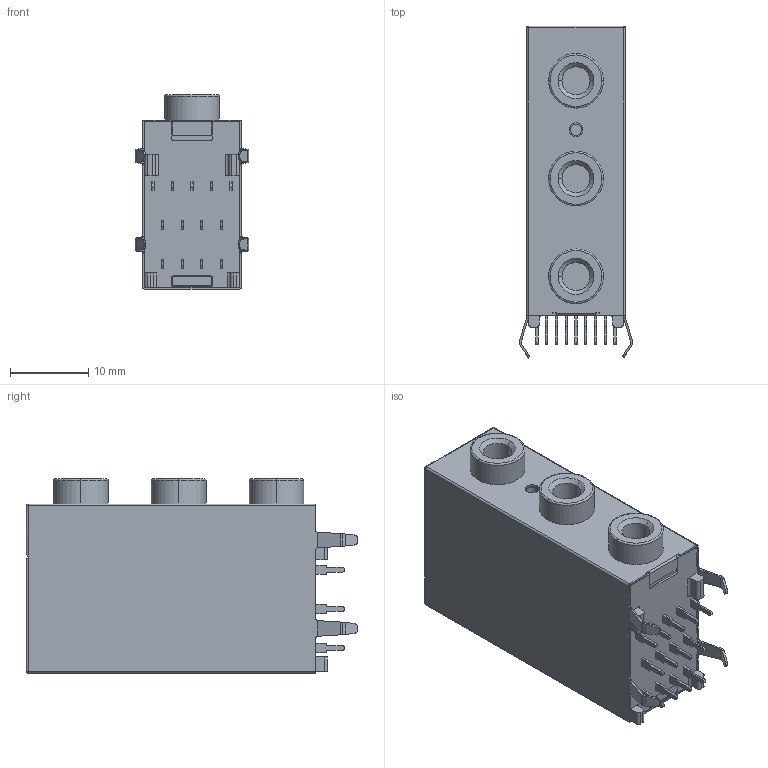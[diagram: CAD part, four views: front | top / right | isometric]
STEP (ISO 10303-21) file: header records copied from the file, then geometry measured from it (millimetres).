
FILE_DESCRIPTION (( 'STEP AP214' ), '1' );
FILE_NAME ('STX-4335-5BGP-S1_rB3.STEP', '2012-05-11T22:08:59', ( 'Admin' ), ( 'kycon' ), 'SwSTEP 2.0', 'SolidWorks 2007', '' );
FILE_SCHEMA (( 'AUTOMOTIVE_DESIGN' ));
Length unit declared in the file: millimetre
Products named in the file (1): STX-4335-5BGP-S1_rB3
Bounding box: 14.5 x 42.4 x 24.8 mm (x, y, z)
Volume: 9900.5 mm3; surface area: 4131.1 mm2
Topology: 1 solids, 1 shells, 312 faces, 826 edges, 534 vertices
Faces by surface type: plane 203, cylinder 93, cone 6, torus 6, sphere 4
Entity records: 10490 total; most frequent: CARTESIAN_POINT 1899, ORIENTED_EDGE 1644, DIRECTION 1522, EDGE_CURVE 822, VECTOR 596, LINE 596, VERTEX_POINT 534, AXIS2_PLACEMENT_3D 463
